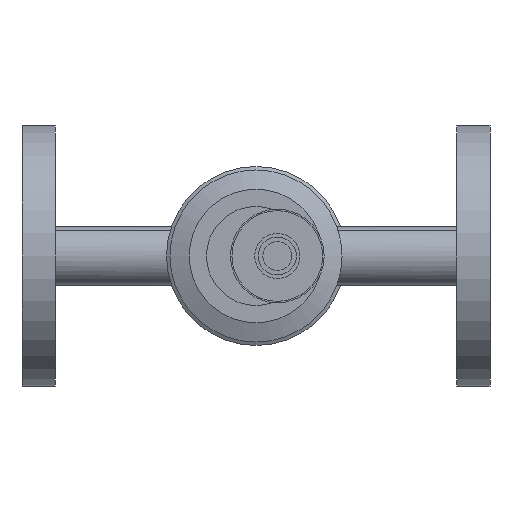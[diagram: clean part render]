
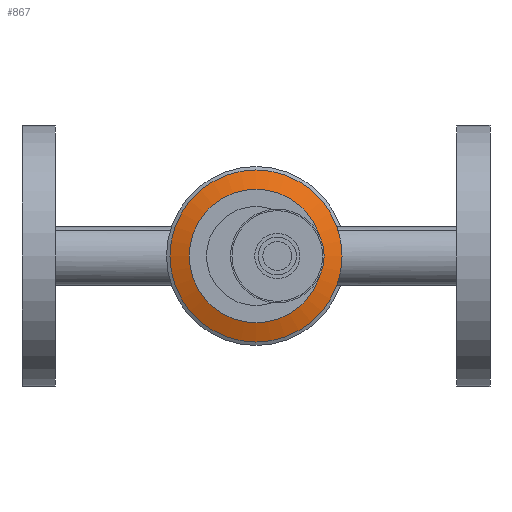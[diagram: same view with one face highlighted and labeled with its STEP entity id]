
A CAD part, left-side view. The second image highlights one B-rep face of the part: STEP entity #867.
In plain terms, the highlighted conical face has half-angle 70 degrees and reference radius 27.75 mm.
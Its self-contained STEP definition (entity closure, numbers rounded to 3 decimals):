
#77=CONICAL_SURFACE('',#1006,27.75,1.222);
#121=FACE_OUTER_BOUND('',#203,.T.);
#203=EDGE_LOOP('',(#743,#744,#745,#746));
#254=LINE('',#1687,#290);
#290=VECTOR('',#1264,27.75);
#358=CIRCLE('',#1005,24.25);
#359=CIRCLE('',#1007,31.25);
#435=VERTEX_POINT('',#1682);
#436=VERTEX_POINT('',#1685);
#542=EDGE_CURVE('',#435,#435,#358,.T.);
#543=EDGE_CURVE('',#436,#436,#359,.T.);
#544=EDGE_CURVE('',#436,#435,#254,.T.);
#743=ORIENTED_EDGE('',*,*,#543,.F.);
#744=ORIENTED_EDGE('',*,*,#544,.T.);
#745=ORIENTED_EDGE('',*,*,#542,.T.);
#746=ORIENTED_EDGE('',*,*,#544,.F.);
#867=ADVANCED_FACE('',(#121),#77,.T.);
#1005=AXIS2_PLACEMENT_3D('',#1683,#1258,#1259);
#1006=AXIS2_PLACEMENT_3D('',#1684,#1260,#1261);
#1007=AXIS2_PLACEMENT_3D('',#1686,#1262,#1263);
#1258=DIRECTION('center_axis',(1.,0.,0.));
#1259=DIRECTION('ref_axis',(0.,0.,-1.));
#1260=DIRECTION('center_axis',(1.,0.,0.));
#1261=DIRECTION('ref_axis',(0.,1.,0.));
#1262=DIRECTION('center_axis',(1.,0.,0.));
#1263=DIRECTION('ref_axis',(0.,0.,-1.));
#1264=DIRECTION('',(-0.342,0.94,0.));
#1682=CARTESIAN_POINT('',(-1008.247,-24.25,0.));
#1683=CARTESIAN_POINT('Origin',(-1008.247,0.,0.));
#1684=CARTESIAN_POINT('Origin',(-1006.973,0.,
0.));
#1685=CARTESIAN_POINT('',(-1005.699,-31.25,0.));
#1686=CARTESIAN_POINT('Origin',(-1005.699,0.,
0.));
#1687=CARTESIAN_POINT('',(-1006.973,-27.75,0.));
